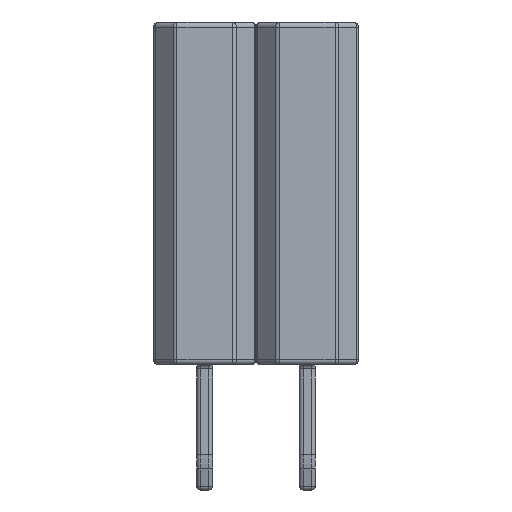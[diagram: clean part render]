
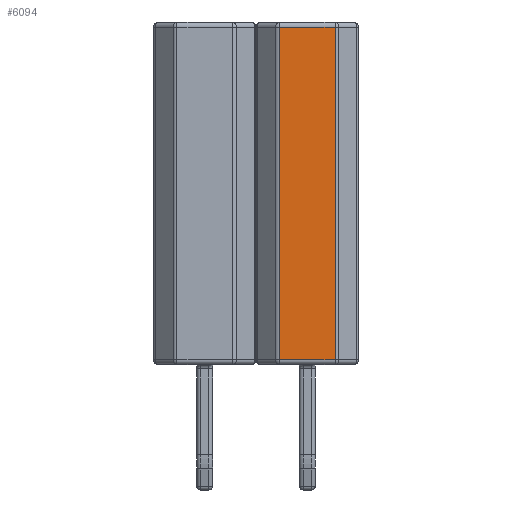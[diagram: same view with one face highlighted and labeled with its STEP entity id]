
A CAD part, left-side view. The second image highlights one B-rep face of the part: STEP entity #6094.
In plain terms, the highlighted planar face has unit normal (-1, 0, 0).
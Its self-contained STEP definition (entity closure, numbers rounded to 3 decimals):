
#5436 = CYLINDRICAL_SURFACE('',#5437,0.125);
#5437 = AXIS2_PLACEMENT_3D('',#5438,#5439,#5440);
#5438 = CARTESIAN_POINT('',(-1.145,0.692,0.));
#5439 = DIRECTION('',(0.,0.,1.));
#5440 = DIRECTION('',(-0.707,0.707,0.));
#5541 = VERTEX_POINT('',#5542);
#5542 = CARTESIAN_POINT('',(-1.27,0.692,0.125));
#5569 = EDGE_CURVE('',#5541,#5570,#5572,.T.);
#5570 = VERTEX_POINT('',#5571);
#5571 = CARTESIAN_POINT('',(-1.27,0.692,8.375));
#5572 = SURFACE_CURVE('',#5573,(#5577,#5584),.PCURVE_S1.);
#5573 = LINE('',#5574,#5575);
#5574 = CARTESIAN_POINT('',(-1.27,0.692,0.));
#5575 = VECTOR('',#5576,1.);
#5576 = DIRECTION('',(0.,0.,1.));
#5577 = PCURVE('',#5436,#5578);
#5578 = DEFINITIONAL_REPRESENTATION('',(#5579),#5583);
#5579 = LINE('',#5580,#5581);
#5580 = CARTESIAN_POINT('',(0.785,0.));
#5581 = VECTOR('',#5582,1.);
#5582 = DIRECTION('',(0.,1.));
#5583 = ( GEOMETRIC_REPRESENTATION_CONTEXT(2) 
PARAMETRIC_REPRESENTATION_CONTEXT() REPRESENTATION_CONTEXT('2D SPACE',''
  ) );
#5584 = PCURVE('',#5585,#5590);
#5585 = PLANE('',#5586);
#5586 = AXIS2_PLACEMENT_3D('',#5587,#5588,#5589);
#5587 = CARTESIAN_POINT('',(-1.27,-0.744,0.));
#5588 = DIRECTION('',(-1.,0.,0.));
#5589 = DIRECTION('',(0.,1.,0.));
#5590 = DEFINITIONAL_REPRESENTATION('',(#5591),#5595);
#5591 = LINE('',#5592,#5593);
#5592 = CARTESIAN_POINT('',(1.436,0.));
#5593 = VECTOR('',#5594,1.);
#5594 = DIRECTION('',(0.,-1.));
#5595 = ( GEOMETRIC_REPRESENTATION_CONTEXT(2) 
PARAMETRIC_REPRESENTATION_CONTEXT() REPRESENTATION_CONTEXT('2D SPACE',''
  ) );
#5799 = CYLINDRICAL_SURFACE('',#5800,0.125);
#5800 = AXIS2_PLACEMENT_3D('',#5801,#5802,#5803);
#5801 = CARTESIAN_POINT('',(-1.145,-0.744,8.375));
#5802 = DIRECTION('',(0.,1.,0.));
#5803 = DIRECTION('',(-1.,0.,0.));
#6081 = CYLINDRICAL_SURFACE('',#6082,0.125);
#6082 = AXIS2_PLACEMENT_3D('',#6083,#6084,#6085);
#6083 = CARTESIAN_POINT('',(-1.145,-0.744,0.125));
#6084 = DIRECTION('',(0.,1.,0.));
#6085 = DIRECTION('',(-1.,0.,0.));
#6094 = ADVANCED_FACE('',(#6095),#5585,.T.);
#6095 = FACE_BOUND('',#6096,.T.);
#6096 = EDGE_LOOP('',(#6097,#6120,#6121,#6144));
#6097 = ORIENTED_EDGE('',*,*,#6098,.T.);
#6098 = EDGE_CURVE('',#6099,#5570,#6101,.T.);
#6099 = VERTEX_POINT('',#6100);
#6100 = CARTESIAN_POINT('',(-1.27,-0.692,8.375));
#6101 = SURFACE_CURVE('',#6102,(#6106,#6113),.PCURVE_S1.);
#6102 = LINE('',#6103,#6104);
#6103 = CARTESIAN_POINT('',(-1.27,-0.744,8.375));
#6104 = VECTOR('',#6105,1.);
#6105 = DIRECTION('',(0.,1.,0.));
#6106 = PCURVE('',#5585,#6107);
#6107 = DEFINITIONAL_REPRESENTATION('',(#6108),#6112);
#6108 = LINE('',#6109,#6110);
#6109 = CARTESIAN_POINT('',(0.,-8.375));
#6110 = VECTOR('',#6111,1.);
#6111 = DIRECTION('',(1.,0.));
#6112 = ( GEOMETRIC_REPRESENTATION_CONTEXT(2) 
PARAMETRIC_REPRESENTATION_CONTEXT() REPRESENTATION_CONTEXT('2D SPACE',''
  ) );
#6113 = PCURVE('',#5799,#6114);
#6114 = DEFINITIONAL_REPRESENTATION('',(#6115),#6119);
#6115 = LINE('',#6116,#6117);
#6116 = CARTESIAN_POINT('',(0.,0.));
#6117 = VECTOR('',#6118,1.);
#6118 = DIRECTION('',(0.,1.));
#6119 = ( GEOMETRIC_REPRESENTATION_CONTEXT(2) 
PARAMETRIC_REPRESENTATION_CONTEXT() REPRESENTATION_CONTEXT('2D SPACE',''
  ) );
#6120 = ORIENTED_EDGE('',*,*,#5569,.F.);
#6121 = ORIENTED_EDGE('',*,*,#6122,.F.);
#6122 = EDGE_CURVE('',#6123,#5541,#6125,.T.);
#6123 = VERTEX_POINT('',#6124);
#6124 = CARTESIAN_POINT('',(-1.27,-0.692,0.125));
#6125 = SURFACE_CURVE('',#6126,(#6130,#6137),.PCURVE_S1.);
#6126 = LINE('',#6127,#6128);
#6127 = CARTESIAN_POINT('',(-1.27,-0.744,0.125));
#6128 = VECTOR('',#6129,1.);
#6129 = DIRECTION('',(0.,1.,0.));
#6130 = PCURVE('',#5585,#6131);
#6131 = DEFINITIONAL_REPRESENTATION('',(#6132),#6136);
#6132 = LINE('',#6133,#6134);
#6133 = CARTESIAN_POINT('',(0.,-0.125));
#6134 = VECTOR('',#6135,1.);
#6135 = DIRECTION('',(1.,0.));
#6136 = ( GEOMETRIC_REPRESENTATION_CONTEXT(2) 
PARAMETRIC_REPRESENTATION_CONTEXT() REPRESENTATION_CONTEXT('2D SPACE',''
  ) );
#6137 = PCURVE('',#6081,#6138);
#6138 = DEFINITIONAL_REPRESENTATION('',(#6139),#6143);
#6139 = LINE('',#6140,#6141);
#6140 = CARTESIAN_POINT('',(-0.,0.));
#6141 = VECTOR('',#6142,1.);
#6142 = DIRECTION('',(-0.,1.));
#6143 = ( GEOMETRIC_REPRESENTATION_CONTEXT(2) 
PARAMETRIC_REPRESENTATION_CONTEXT() REPRESENTATION_CONTEXT('2D SPACE',''
  ) );
#6144 = ORIENTED_EDGE('',*,*,#6145,.T.);
#6145 = EDGE_CURVE('',#6123,#6099,#6146,.T.);
#6146 = SURFACE_CURVE('',#6147,(#6151,#6158),.PCURVE_S1.);
#6147 = LINE('',#6148,#6149);
#6148 = CARTESIAN_POINT('',(-1.27,-0.692,0.));
#6149 = VECTOR('',#6150,1.);
#6150 = DIRECTION('',(0.,0.,1.));
#6151 = PCURVE('',#5585,#6152);
#6152 = DEFINITIONAL_REPRESENTATION('',(#6153),#6157);
#6153 = LINE('',#6154,#6155);
#6154 = CARTESIAN_POINT('',(0.052,0.));
#6155 = VECTOR('',#6156,1.);
#6156 = DIRECTION('',(0.,-1.));
#6157 = ( GEOMETRIC_REPRESENTATION_CONTEXT(2) 
PARAMETRIC_REPRESENTATION_CONTEXT() REPRESENTATION_CONTEXT('2D SPACE',''
  ) );
#6158 = PCURVE('',#6159,#6164);
#6159 = CYLINDRICAL_SURFACE('',#6160,0.125);
#6160 = AXIS2_PLACEMENT_3D('',#6161,#6162,#6163);
#6161 = CARTESIAN_POINT('',(-1.145,-0.692,0.));
#6162 = DIRECTION('',(0.,0.,1.));
#6163 = DIRECTION('',(-1.,0.,0.));
#6164 = DEFINITIONAL_REPRESENTATION('',(#6165),#6169);
#6165 = LINE('',#6166,#6167);
#6166 = CARTESIAN_POINT('',(0.,0.));
#6167 = VECTOR('',#6168,1.);
#6168 = DIRECTION('',(0.,1.));
#6169 = ( GEOMETRIC_REPRESENTATION_CONTEXT(2) 
PARAMETRIC_REPRESENTATION_CONTEXT() REPRESENTATION_CONTEXT('2D SPACE',''
  ) );
